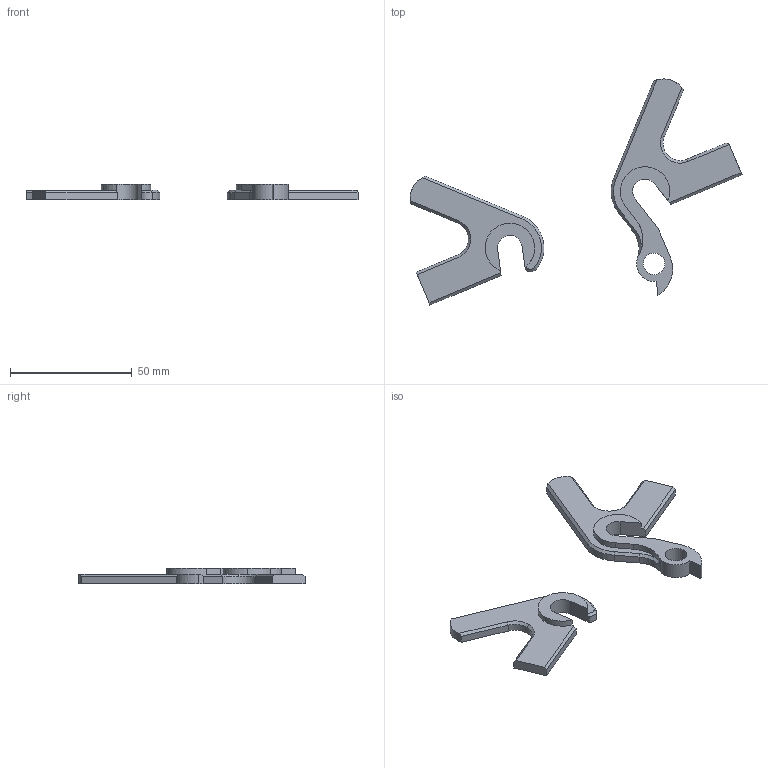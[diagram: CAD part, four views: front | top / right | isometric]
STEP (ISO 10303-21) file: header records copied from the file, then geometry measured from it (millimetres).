
FILE_DESCRIPTION (( 'STEP AP214' ), '1' );
FILE_NAME ('DR2005.STEP', '2014-11-20T23:42:10', ( '' ), ( '' ), 'SwSTEP 2.0', 'SolidWorks 2014', '' );
FILE_SCHEMA (( 'AUTOMOTIVE_DESIGN' ));
Length unit declared in the file: millimetre
Products named in the file (3): DR2005L; DR2005; DR2005R
Assembly tree (2 placements, depth 2):
  DR2005
    DR2005L
    DR2005R
Bounding box: 136.39 x 92.89 x 6.5 mm (x, y, z)
Volume: 12621.3 mm3; surface area: 8272.2 mm2
Topology: 2 solids, 2 shells, 66 faces, 173 edges, 111 vertices
Faces by surface type: plane 36, cylinder 22, cone 8
Entity records: 2144 total; most frequent: CARTESIAN_POINT 379, DIRECTION 361, ORIENTED_EDGE 346, EDGE_CURVE 173, AXIS2_PLACEMENT_3D 125, LINE 111, VECTOR 111, VERTEX_POINT 111
